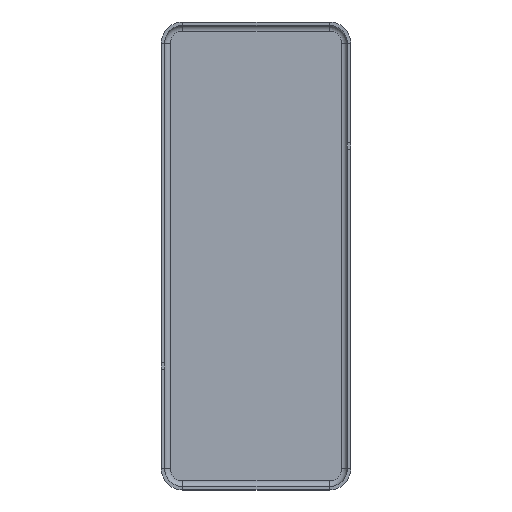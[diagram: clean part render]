
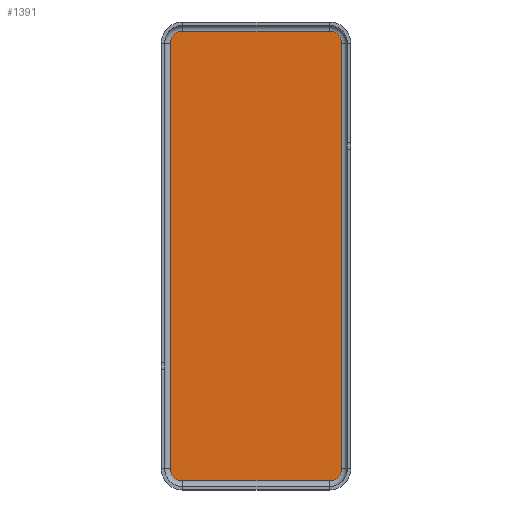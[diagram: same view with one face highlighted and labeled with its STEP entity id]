
A CAD part, front view. The second image highlights one B-rep face of the part: STEP entity #1391.
In plain terms, the highlighted planar face has unit normal (0, -1, 0).
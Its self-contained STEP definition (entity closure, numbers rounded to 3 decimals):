
#31 = CARTESIAN_POINT ( 'NONE',  ( 6.5, -0.3, 19.95 ) ) ;
#65 = DIRECTION ( 'NONE',  ( 0., 0., 1. ) ) ;
#70 = DIRECTION ( 'NONE',  ( 1., 0., 0. ) ) ;
#81 = VERTEX_POINT ( 'NONE', #364 ) ;
#110 = CARTESIAN_POINT ( 'NONE',  ( -6.5, -0.3, 19.95 ) ) ;
#111 = CARTESIAN_POINT ( 'NONE',  ( 6.5, -0.3, -19.95 ) ) ;
#128 = VECTOR ( 'NONE', #1319, 1000. ) ;
#170 = CARTESIAN_POINT ( 'NONE',  ( 7.6, -0.3, -18.85 ) ) ;
#174 = CARTESIAN_POINT ( 'NONE',  ( 6.5, -0.3, -18.85 ) ) ;
#209 = CARTESIAN_POINT ( 'NONE',  ( -6.5, -0.3, -19.95 ) ) ;
#245 = EDGE_CURVE ( 'NONE', #888, #416, #564, .T. ) ;
#260 = ORIENTED_EDGE ( 'NONE', *, *, #1061, .F. ) ;
#286 = DIRECTION ( 'NONE',  ( 0., 1., 0. ) ) ;
#303 = DIRECTION ( 'NONE',  ( 0., 1., 0. ) ) ;
#307 = EDGE_CURVE ( 'NONE', #820, #1390, #462, .T. ) ;
#363 = EDGE_CURVE ( 'NONE', #406, #965, #896, .T. ) ;
#364 = CARTESIAN_POINT ( 'NONE',  ( 7.6, -0.3, 18.85 ) ) ;
#406 = VERTEX_POINT ( 'NONE', #209 ) ;
#416 = VERTEX_POINT ( 'NONE', #110 ) ;
#428 = VECTOR ( 'NONE', #1007, 1000. ) ;
#431 = CARTESIAN_POINT ( 'NONE',  ( 7.6, -0.3, 18.85 ) ) ;
#434 = CARTESIAN_POINT ( 'NONE',  ( -7.6, -0.3, -18.85 ) ) ;
#439 = DIRECTION ( 'NONE',  ( -1., 0., 0. ) ) ;
#452 = ORIENTED_EDGE ( 'NONE', *, *, #910, .F. ) ;
#456 = EDGE_CURVE ( 'NONE', #965, #888, #1267, .T. ) ;
#462 = CIRCLE ( 'NONE', #479, 1.1 ) ;
#479 = AXIS2_PLACEMENT_3D ( 'NONE', #174, #286, #1065 ) ;
#518 = CARTESIAN_POINT ( 'NONE',  ( -6.5, -0.3, -18.85 ) ) ;
#547 = ORIENTED_EDGE ( 'NONE', *, *, #307, .F. ) ;
#555 = PLANE ( 'NONE',  #611 ) ;
#564 = CIRCLE ( 'NONE', #946, 1.1 ) ;
#578 = CIRCLE ( 'NONE', #1119, 1.1 ) ;
#611 = AXIS2_PLACEMENT_3D ( 'NONE', #1101, #785, #1122 ) ;
#617 = CARTESIAN_POINT ( 'NONE',  ( -7.6, -0.3, 18.85 ) ) ;
#636 = DIRECTION ( 'NONE',  ( 0., 1., 0. ) ) ;
#651 = LINE ( 'NONE', #780, #945 ) ;
#659 = DIRECTION ( 'NONE',  ( 0., 0., 1. ) ) ;
#780 = CARTESIAN_POINT ( 'NONE',  ( 6.5, -0.3, -19.95 ) ) ;
#785 = DIRECTION ( 'NONE',  ( 0., -1., 0. ) ) ;
#790 = DIRECTION ( 'NONE',  ( 0., 0., 1. ) ) ;
#799 = FACE_OUTER_BOUND ( 'NONE', #1207, .T. ) ;
#820 = VERTEX_POINT ( 'NONE', #170 ) ;
#869 = ORIENTED_EDGE ( 'NONE', *, *, #1133, .F. ) ;
#880 = ORIENTED_EDGE ( 'NONE', *, *, #363, .F. ) ;
#888 = VERTEX_POINT ( 'NONE', #617 ) ;
#896 = CIRCLE ( 'NONE', #900, 1.1 ) ;
#900 = AXIS2_PLACEMENT_3D ( 'NONE', #518, #636, #65 ) ;
#910 = EDGE_CURVE ( 'NONE', #1201, #81, #578, .T. ) ;
#945 = VECTOR ( 'NONE', #439, 1000. ) ;
#946 = AXIS2_PLACEMENT_3D ( 'NONE', #1137, #1254, #790 ) ;
#965 = VERTEX_POINT ( 'NONE', #434 ) ;
#968 = CARTESIAN_POINT ( 'NONE',  ( 6.5, -0.3, 18.85 ) ) ;
#976 = ORIENTED_EDGE ( 'NONE', *, *, #1211, .F. ) ;
#991 = ORIENTED_EDGE ( 'NONE', *, *, #245, .F. ) ;
#1007 = DIRECTION ( 'NONE',  ( 0., 0., 1. ) ) ;
#1061 = EDGE_CURVE ( 'NONE', #81, #820, #1248, .T. ) ;
#1065 = DIRECTION ( 'NONE',  ( 0., 0., 1. ) ) ;
#1084 = VECTOR ( 'NONE', #70, 1000. ) ;
#1101 = CARTESIAN_POINT ( 'NONE',  ( 6.5, -0.3, 18.85 ) ) ;
#1119 = AXIS2_PLACEMENT_3D ( 'NONE', #968, #303, #659 ) ;
#1122 = DIRECTION ( 'NONE',  ( 0., 0., -1. ) ) ;
#1133 = EDGE_CURVE ( 'NONE', #1390, #406, #651, .T. ) ;
#1137 = CARTESIAN_POINT ( 'NONE',  ( -6.5, -0.3, 18.85 ) ) ;
#1181 = ORIENTED_EDGE ( 'NONE', *, *, #456, .F. ) ;
#1201 = VERTEX_POINT ( 'NONE', #31 ) ;
#1207 = EDGE_LOOP ( 'NONE', ( #452, #976, #991, #1181, #880, #869, #547, #260 ) ) ;
#1211 = EDGE_CURVE ( 'NONE', #416, #1201, #1380, .T. ) ;
#1248 = LINE ( 'NONE', #431, #128 ) ;
#1254 = DIRECTION ( 'NONE',  ( 0., 1., 0. ) ) ;
#1267 = LINE ( 'NONE', #1325, #428 ) ;
#1319 = DIRECTION ( 'NONE',  ( 0., 0., -1. ) ) ;
#1325 = CARTESIAN_POINT ( 'NONE',  ( -7.6, -0.3, -18.85 ) ) ;
#1380 = LINE ( 'NONE', #1393, #1084 ) ;
#1390 = VERTEX_POINT ( 'NONE', #111 ) ;
#1391 = ADVANCED_FACE ( 'NONE', ( #799 ), #555, .T. ) ;
#1393 = CARTESIAN_POINT ( 'NONE',  ( -6.5, -0.3, 19.95 ) ) ;
